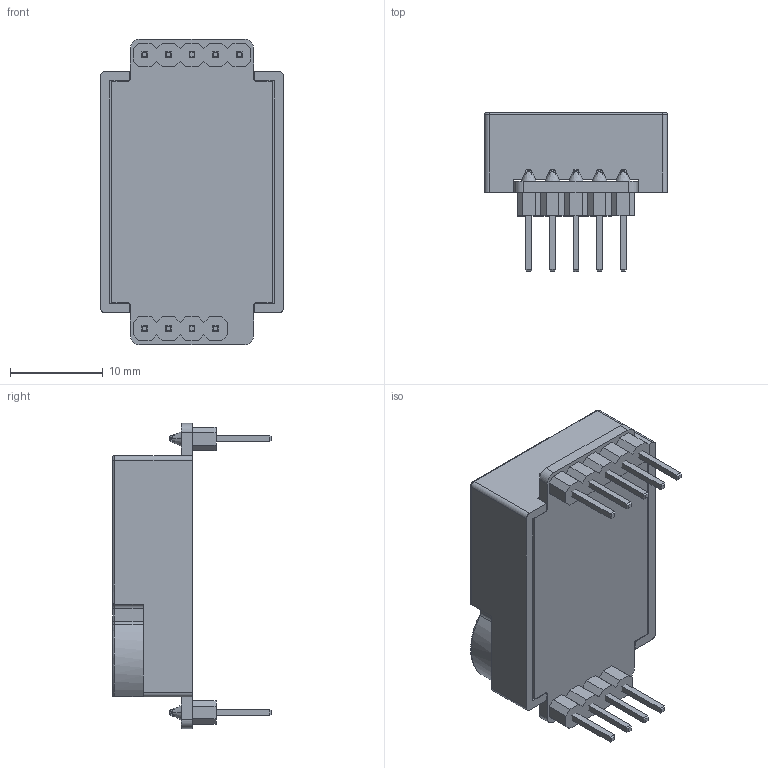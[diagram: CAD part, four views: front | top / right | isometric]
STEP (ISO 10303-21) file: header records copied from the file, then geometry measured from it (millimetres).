
FILE_DESCRIPTION( (''), '2;1');
FILE_NAME ('MH-Z19C.stp','2021-04-27T15:54:49',(''),(''),'spGate 17.5.3','','');
FILE_SCHEMA (('AUTOMOTIVE_DESIGN'));
Length unit declared in the file: millimetre
Products named in the file (15): Assembly; MH-Z19C-prt0; MH-Z19C-prt1; MH-Z19C-prt2; MH-Z19C-prt3; MH-Z19C-prt4; MH-Z19C-prt5; MH-Z19C-prt6; MH-Z19C-prt7; MH-Z19C-prt8; MH-Z19C-prt9; MH-Z19C-prt10; MH-Z19C-prt11; MH-Z19C-prt12; MH-Z19C-prt13
Assembly tree (14 placements, depth 2):
  Assembly
    MH-Z19C-prt0
    MH-Z19C-prt1
    MH-Z19C-prt2
    MH-Z19C-prt3
    MH-Z19C-prt4
    MH-Z19C-prt5
    MH-Z19C-prt6
    MH-Z19C-prt7
    MH-Z19C-prt8
    MH-Z19C-prt9
    MH-Z19C-prt10
    MH-Z19C-prt11
    MH-Z19C-prt12
    MH-Z19C-prt13
Bounding box: 19.7 x 17.1 x 32.9 mm (x, y, z)
Volume: 3408.8 mm3; surface area: 4010.6 mm2
Topology: 14 solids, 14 shells, 351 faces, 855 edges, 541 vertices
Faces by surface type: plane 282, cylinder 45, bspline 24
Entity records: 18094 total; most frequent: CARTESIAN_POINT 2714, ORIENTED_EDGE 1710, DIRECTION 1542, COLOUR_RGB 1220, PRESENTATION_STYLE_ASSIGNMENT 1220, STYLED_ITEM 1220, EDGE_CURVE 855, DRAUGHTING_PRE_DEFINED_CURVE_FONT 855
